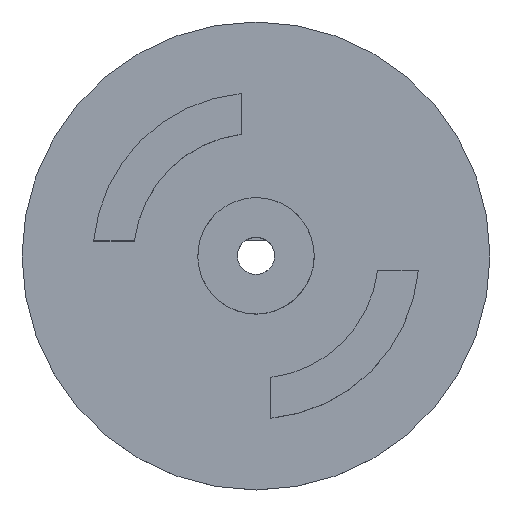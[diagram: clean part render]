
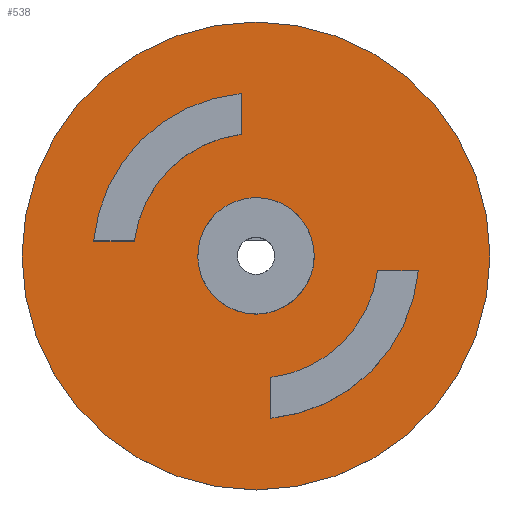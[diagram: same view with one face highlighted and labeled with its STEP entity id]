
A CAD part, top view. The second image highlights one B-rep face of the part: STEP entity #538.
In plain terms, the highlighted planar face has unit normal (0, 0, 1).
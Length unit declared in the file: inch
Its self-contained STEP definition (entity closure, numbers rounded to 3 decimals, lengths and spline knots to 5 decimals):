
#48=FACE_BOUND($,#155,.T.);
#49=FACE_BOUND($,#156,.T.);
#50=FACE_BOUND($,#157,.T.);
#51=FACE_BOUND($,#158,.T.);
#52=FACE_BOUND($,#159,.T.);
#55=CIRCLE($,#550,0.1865);
#59=CIRCLE($,#555,0.05975);
#67=CIRCLE($,#570,0.75);
#71=CIRCLE($,#581,0.5225);
#73=CIRCLE($,#585,0.3925);
#75=CIRCLE($,#590,0.5225);
#77=CIRCLE($,#594,0.3925);
#155=EDGE_LOOP($,(#472));
#156=EDGE_LOOP($,(#473,#474,#475,#476));
#157=EDGE_LOOP($,(#477,#478,#479,#480));
#158=EDGE_LOOP($,(#481,#482,#483,#484,#485));
#159=EDGE_LOOP($,(#486));
#160=LINE($,#765,#197);
#164=LINE($,#773,#201);
#167=LINE($,#780,#204);
#171=LINE($,#787,#208);
#183=LINE($,#938,#220);
#187=LINE($,#949,#224);
#191=LINE($,#963,#228);
#195=LINE($,#974,#232);
#197=VECTOR($,#606,0.13164);
#201=VECTOR($,#612,0.21342);
#204=VECTOR($,#617,0.21342);
#208=VECTOR($,#623,0.13164);
#220=VECTOR($,#711,0.13073);
#224=VECTOR($,#723,0.13073);
#228=VECTOR($,#737,0.13073);
#232=VECTOR($,#749,0.13073);
#234=VERTEX_POINT($,#763);
#235=VERTEX_POINT($,#764);
#238=VERTEX_POINT($,#772);
#240=VERTEX_POINT($,#778);
#241=VERTEX_POINT($,#779);
#248=VERTEX_POINT($,#802);
#259=VERTEX_POINT($,#866);
#266=VERTEX_POINT($,#928);
#267=VERTEX_POINT($,#929);
#270=VERTEX_POINT($,#937);
#272=VERTEX_POINT($,#943);
#274=VERTEX_POINT($,#953);
#275=VERTEX_POINT($,#954);
#278=VERTEX_POINT($,#962);
#280=VERTEX_POINT($,#968);
#283=EDGE_CURVE($,#234,#235,#160,.T.);
#287=EDGE_CURVE($,#238,#234,#164,.T.);
#290=EDGE_CURVE($,#240,#241,#167,.T.);
#294=EDGE_CURVE($,#235,#240,#171,.T.);
#298=EDGE_CURVE($,#241,#238,#55,.T.);
#302=EDGE_CURVE($,#248,#248,#59,.T.);
#313=EDGE_CURVE($,#259,#259,#67,.T.);
#326=EDGE_CURVE($,#266,#267,#71,.T.);
#330=EDGE_CURVE($,#267,#270,#183,.T.);
#333=EDGE_CURVE($,#270,#272,#73,.T.);
#336=EDGE_CURVE($,#272,#266,#187,.T.);
#338=EDGE_CURVE($,#274,#275,#75,.T.);
#342=EDGE_CURVE($,#275,#278,#191,.T.);
#345=EDGE_CURVE($,#278,#280,#77,.T.);
#348=EDGE_CURVE($,#280,#274,#195,.T.);
#472=ORIENTED_EDGE($,*,*,#302,.F.);
#473=ORIENTED_EDGE($,*,*,#326,.T.);
#474=ORIENTED_EDGE($,*,*,#330,.T.);
#475=ORIENTED_EDGE($,*,*,#333,.T.);
#476=ORIENTED_EDGE($,*,*,#336,.T.);
#477=ORIENTED_EDGE($,*,*,#338,.T.);
#478=ORIENTED_EDGE($,*,*,#342,.T.);
#479=ORIENTED_EDGE($,*,*,#345,.T.);
#480=ORIENTED_EDGE($,*,*,#348,.T.);
#481=ORIENTED_EDGE($,*,*,#298,.T.);
#482=ORIENTED_EDGE($,*,*,#287,.T.);
#483=ORIENTED_EDGE($,*,*,#283,.T.);
#484=ORIENTED_EDGE($,*,*,#294,.T.);
#485=ORIENTED_EDGE($,*,*,#290,.T.);
#486=ORIENTED_EDGE($,*,*,#313,.T.);
#505=PLANE($,#601);
#538=ADVANCED_FACE($,(#48,#49,#50,#51,#52),#505,.T.);
#550=AXIS2_PLACEMENT_3D($,#794,#633,#634);
#555=AXIS2_PLACEMENT_3D($,#803,#643,#644);
#570=AXIS2_PLACEMENT_3D($,#867,#674,#675);
#581=AXIS2_PLACEMENT_3D($,#930,#703,#704);
#585=AXIS2_PLACEMENT_3D($,#944,#716,#717);
#590=AXIS2_PLACEMENT_3D($,#955,#729,#730);
#594=AXIS2_PLACEMENT_3D($,#969,#742,#743);
#601=AXIS2_PLACEMENT_3D($,#981,#759,#760);
#606=DIRECTION($,(0.259,-0.966,0.));
#612=DIRECTION($,(-0.707,-0.707,0.));
#617=DIRECTION($,(0.707,0.707,0.));
#623=DIRECTION($,(0.966,-0.259,0.));
#633=DIRECTION('center_axis',(0.,0.,-1.));
#634=DIRECTION('ref_axis',(-1.,0.,0.));
#643=DIRECTION('center_axis',(0.,0.,1.));
#644=DIRECTION('ref_axis',(-1.,0.,0.));
#674=DIRECTION('center_axis',(0.,0.,1.));
#675=DIRECTION('ref_axis',(-1.,0.,0.));
#703=DIRECTION('center_axis',(0.,0.,-1.));
#704=DIRECTION('ref_axis',(0.091,-0.996,0.));
#711=DIRECTION($,(0.,1.,0.));
#716=DIRECTION('center_axis',(0.,0.,1.));
#717=DIRECTION('ref_axis',(-0.122,0.993,0.));
#723=DIRECTION($,(1.,0.,0.));
#729=DIRECTION('center_axis',(0.,0.,-1.));
#730=DIRECTION('ref_axis',(-0.091,0.996,0.));
#737=DIRECTION($,(0.,-1.,0.));
#742=DIRECTION('center_axis',(0.,0.,1.));
#743=DIRECTION('ref_axis',(0.122,-0.993,0.));
#749=DIRECTION($,(-1.,0.,0.));
#759=DIRECTION('center_axis',(0.,0.,1.));
#760=DIRECTION('ref_axis',(1.,0.,0.));
#763=CARTESIAN_POINT('',(-0.12715,0.03407,0.1));
#764=CARTESIAN_POINT('',(-0.09308,-0.09308,0.1));
#765=CARTESIAN_POINT($,(-0.12715,0.03407,0.1));
#772=CARTESIAN_POINT('',(0.02376,0.18498,0.1));
#773=CARTESIAN_POINT($,(0.02376,0.18498,0.1));
#778=CARTESIAN_POINT('',(0.03407,-0.12715,0.1));
#779=CARTESIAN_POINT('',(0.18498,0.02376,0.1));
#780=CARTESIAN_POINT($,(0.03407,-0.12715,0.1));
#787=CARTESIAN_POINT($,(-0.09308,-0.09308,0.1));
#794=CARTESIAN_POINT('Origin',(0.,0.,0.1));
#802=CARTESIAN_POINT('',(0.05975,0.,0.1));
#803=CARTESIAN_POINT('Origin',(0.,0.,0.1));
#866=CARTESIAN_POINT('',(0.75,0.,0.1));
#867=CARTESIAN_POINT('Origin',(0.,0.,0.1));
#928=CARTESIAN_POINT('',(0.52031,-0.04775,0.1));
#929=CARTESIAN_POINT('',(0.04775,-0.52031,0.1));
#930=CARTESIAN_POINT('Origin',(0.,0.,0.1));
#937=CARTESIAN_POINT('',(0.04775,-0.38958,0.1));
#938=CARTESIAN_POINT($,(0.04775,-0.19479,0.1));
#943=CARTESIAN_POINT('',(0.38958,-0.04775,0.1));
#944=CARTESIAN_POINT('Origin',(0.,0.,0.1));
#949=CARTESIAN_POINT($,(0.26016,-0.04775,0.1));
#953=CARTESIAN_POINT('',(-0.52031,0.04775,0.1));
#954=CARTESIAN_POINT('',(-0.04775,0.52031,0.1));
#955=CARTESIAN_POINT('Origin',(0.,0.,0.1));
#962=CARTESIAN_POINT('',(-0.04775,0.38958,0.1));
#963=CARTESIAN_POINT($,(-0.04775,0.19479,0.1));
#968=CARTESIAN_POINT('',(-0.38958,0.04775,0.1));
#969=CARTESIAN_POINT('Origin',(0.,0.,0.1));
#974=CARTESIAN_POINT($,(-0.26016,0.04775,0.1));
#981=CARTESIAN_POINT('Origin',(0.,0.,
0.1));
